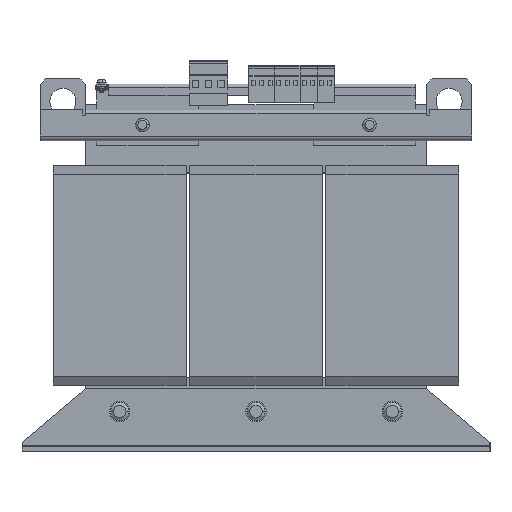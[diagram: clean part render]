
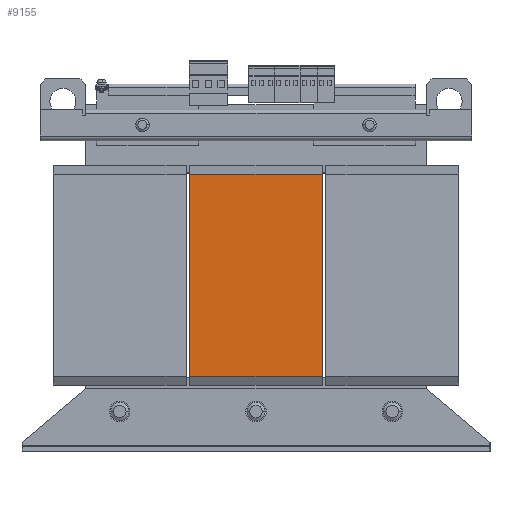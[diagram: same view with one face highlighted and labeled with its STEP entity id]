
A CAD part, top view. The second image highlights one B-rep face of the part: STEP entity #9155.
In plain terms, the highlighted planar face has unit normal (0, 0, 1).
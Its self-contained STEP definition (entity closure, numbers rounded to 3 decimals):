
#833 = EDGE_CURVE ( 'NONE', #13757, #19018, #14478, .T. ) ;
#1346 = CARTESIAN_POINT ( 'NONE',  ( 58.5, 0., 66. ) ) ;
#2635 = CARTESIAN_POINT ( 'NONE',  ( 58.5, 89., 66. ) ) ;
#4698 = DIRECTION ( 'NONE',  ( 0., 0., -1. ) ) ;
#4963 = VECTOR ( 'NONE', #11988, 1000. ) ;
#5713 = VECTOR ( 'NONE', #13462, 1000. ) ;
#6213 = ORIENTED_EDGE ( 'NONE', *, *, #21600, .F. ) ;
#6318 = CARTESIAN_POINT ( 'NONE',  ( 58.5, 0., 66. ) ) ;
#6362 = DIRECTION ( 'NONE',  ( -1., 0., 0. ) ) ;
#7221 = AXIS2_PLACEMENT_3D ( 'NONE', #6318, #4698, #8201 ) ;
#7240 = CARTESIAN_POINT ( 'NONE',  ( 58.5, -89., 66. ) ) ;
#7620 = ORIENTED_EDGE ( 'NONE', *, *, #833, .F. ) ;
#8201 = DIRECTION ( 'NONE',  ( -1., 0., 0. ) ) ;
#9155 = ADVANCED_FACE ( 'NONE', ( #9884 ), #22670, .F. ) ;
#9884 = FACE_OUTER_BOUND ( 'NONE', #22909, .T. ) ;
#10552 = ORIENTED_EDGE ( 'NONE', *, *, #15015, .T. ) ;
#11175 = CARTESIAN_POINT ( 'NONE',  ( -58.5, -89., 66. ) ) ;
#11472 = EDGE_CURVE ( 'NONE', #15510, #22387, #15835, .T. ) ;
#11794 = CARTESIAN_POINT ( 'NONE',  ( 58.5, -89., 66. ) ) ;
#11964 = LINE ( 'NONE', #1346, #4963 ) ;
#11988 = DIRECTION ( 'NONE',  ( 0., -1., 0. ) ) ;
#13462 = DIRECTION ( 'NONE',  ( -1., 0., 0. ) ) ;
#13757 = VERTEX_POINT ( 'NONE', #7240 ) ;
#14478 = LINE ( 'NONE', #11794, #17309 ) ;
#15015 = EDGE_CURVE ( 'NONE', #22387, #19018, #22702, .T. ) ;
#15335 = ORIENTED_EDGE ( 'NONE', *, *, #11472, .T. ) ;
#15510 = VERTEX_POINT ( 'NONE', #18396 ) ;
#15835 = LINE ( 'NONE', #2635, #5713 ) ;
#16991 = CARTESIAN_POINT ( 'NONE',  ( -58.5, 0., 66. ) ) ;
#17309 = VECTOR ( 'NONE', #6362, 1000. ) ;
#17939 = VECTOR ( 'NONE', #20390, 1000. ) ;
#18396 = CARTESIAN_POINT ( 'NONE',  ( 58.5, 89., 66. ) ) ;
#19018 = VERTEX_POINT ( 'NONE', #11175 ) ;
#20140 = CARTESIAN_POINT ( 'NONE',  ( -58.5, 89., 66. ) ) ;
#20390 = DIRECTION ( 'NONE',  ( 0., -1., 0. ) ) ;
#21600 = EDGE_CURVE ( 'NONE', #15510, #13757, #11964, .T. ) ;
#22387 = VERTEX_POINT ( 'NONE', #20140 ) ;
#22670 = PLANE ( 'NONE',  #7221 ) ;
#22702 = LINE ( 'NONE', #16991, #17939 ) ;
#22909 = EDGE_LOOP ( 'NONE', ( #10552, #7620, #6213, #15335 ) ) ;
